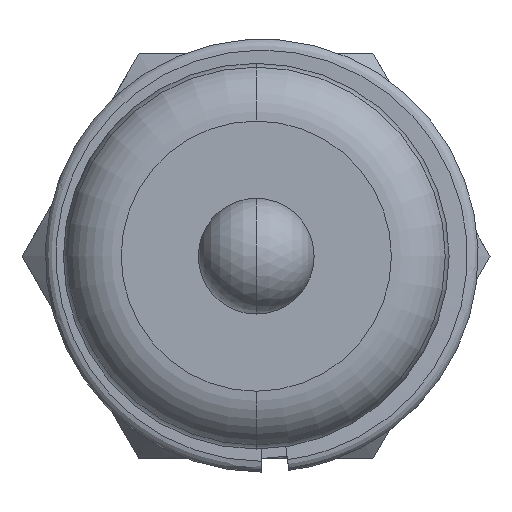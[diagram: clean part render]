
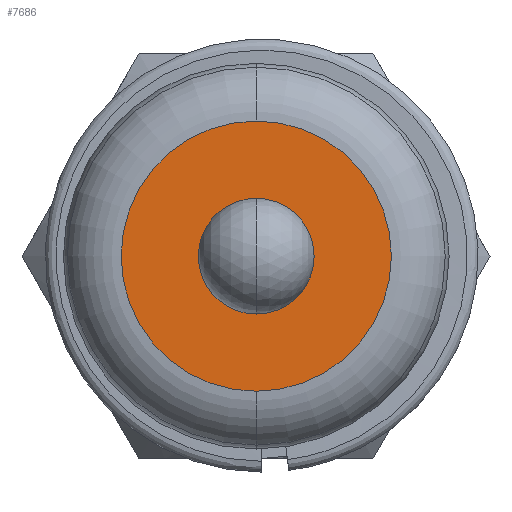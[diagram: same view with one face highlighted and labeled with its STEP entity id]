
A CAD part, left-side view. The second image highlights one B-rep face of the part: STEP entity #7686.
In plain terms, the highlighted planar face has unit normal (-1, 0, 0).
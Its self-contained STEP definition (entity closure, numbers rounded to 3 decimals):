
#2576 = FACE_OUTER_BOUND ( 'NONE', #9279, .T. ) ;
#5309 = ORIENTED_EDGE ( 'NONE', *, *, #22670, .T. ) ;
#6903 = DIRECTION ( 'NONE',  ( 0., 0., 1. ) ) ;
#7686 = ADVANCED_FACE ( 'NONE', ( #2576 ), #32171, .T. ) ;
#8511 = CARTESIAN_POINT ( 'NONE',  ( -0.25, 0., 3.5 ) ) ;
#9279 = EDGE_LOOP ( 'NONE', ( #5309, #25794 ) ) ;
#10004 = DIRECTION ( 'NONE',  ( 0., 0., 1. ) ) ;
#10374 = CARTESIAN_POINT ( 'NONE',  ( -0.25, 0., 0. ) ) ;
#12108 = AXIS2_PLACEMENT_3D ( 'NONE', #10374, #13206, #24354 ) ;
#13206 = DIRECTION ( 'NONE',  ( -1., 0., 0. ) ) ;
#13944 = VERTEX_POINT ( 'NONE', #8511 ) ;
#14713 = DIRECTION ( 'NONE',  ( -1., 0., 0. ) ) ;
#15406 = CIRCLE ( 'NONE', #18226, 3.5 ) ;
#16184 = CIRCLE ( 'NONE', #21265, 3.5 ) ;
#17691 = VERTEX_POINT ( 'NONE', #34672 ) ;
#18226 = AXIS2_PLACEMENT_3D ( 'NONE', #28986, #34637, #10004 ) ;
#19717 = EDGE_CURVE ( 'NONE', #17691, #13944, #15406, .T. ) ;
#21265 = AXIS2_PLACEMENT_3D ( 'NONE', #25342, #14713, #6903 ) ;
#22670 = EDGE_CURVE ( 'NONE', #13944, #17691, #16184, .T. ) ;
#24354 = DIRECTION ( 'NONE',  ( 0., 0., 1. ) ) ;
#25342 = CARTESIAN_POINT ( 'NONE',  ( -0.25, 0., 0. ) ) ;
#25794 = ORIENTED_EDGE ( 'NONE', *, *, #19717, .T. ) ;
#28986 = CARTESIAN_POINT ( 'NONE',  ( -0.25, 0., 0. ) ) ;
#32171 = PLANE ( 'NONE',  #12108 ) ;
#34637 = DIRECTION ( 'NONE',  ( -1., 0., 0. ) ) ;
#34672 = CARTESIAN_POINT ( 'NONE',  ( -0.25, 0., -3.5 ) ) ;
